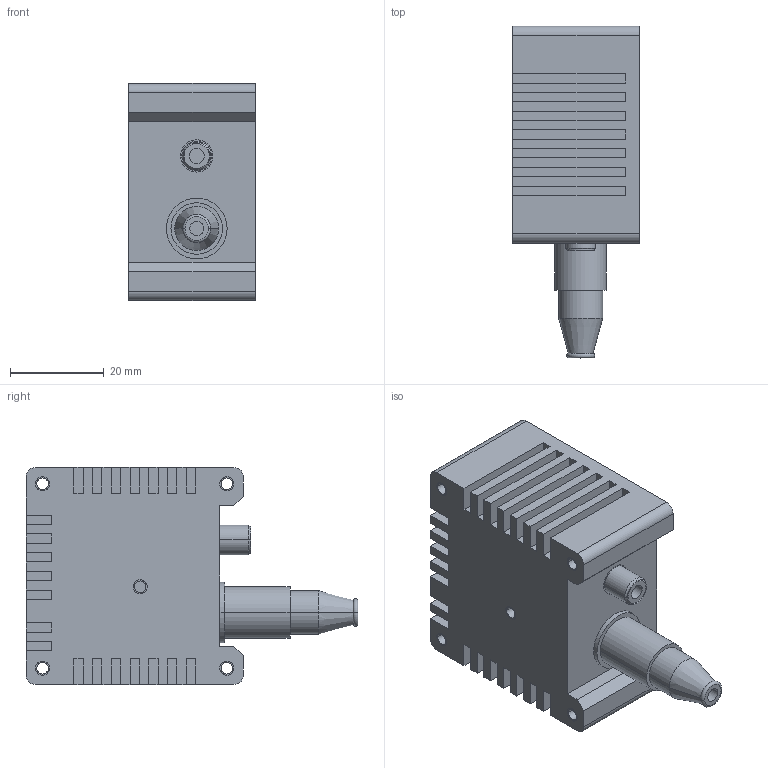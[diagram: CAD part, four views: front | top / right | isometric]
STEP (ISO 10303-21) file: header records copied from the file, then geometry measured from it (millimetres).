
FILE_DESCRIPTION((''),'2;1');
FILE_NAME('191002','2018-02-23T',('zkm'),(''),'PRO/ENGINEER BY PARAMETRIC TECHNOLOGY CORPORATION, 2004110','PRO/ENGINEER BY PARAMETRIC TECHNOLOGY CORPORATION, 2004110','');
FILE_SCHEMA(('CONFIG_CONTROL_DESIGN'));
Length unit declared in the file: millimetre
Products named in the file (1): 191002
Bounding box: 27 x 70.9 x 46.4 mm (x, y, z)
Volume: 28120.9 mm3; surface area: 23111 mm2
Topology: 1 solids, 10 shells, 400 faces, 1094 edges, 724 vertices
Faces by surface type: plane 318, cylinder 66, cone 14, torus 2
Entity records: 12564 total; most frequent: CARTESIAN_POINT 2219, ORIENTED_EDGE 2152, DIRECTION 2046, EDGE_CURVE 1094, VECTOR 944, LINE 944, VERTEX_POINT 724, AXIS2_PLACEMENT_3D 551
